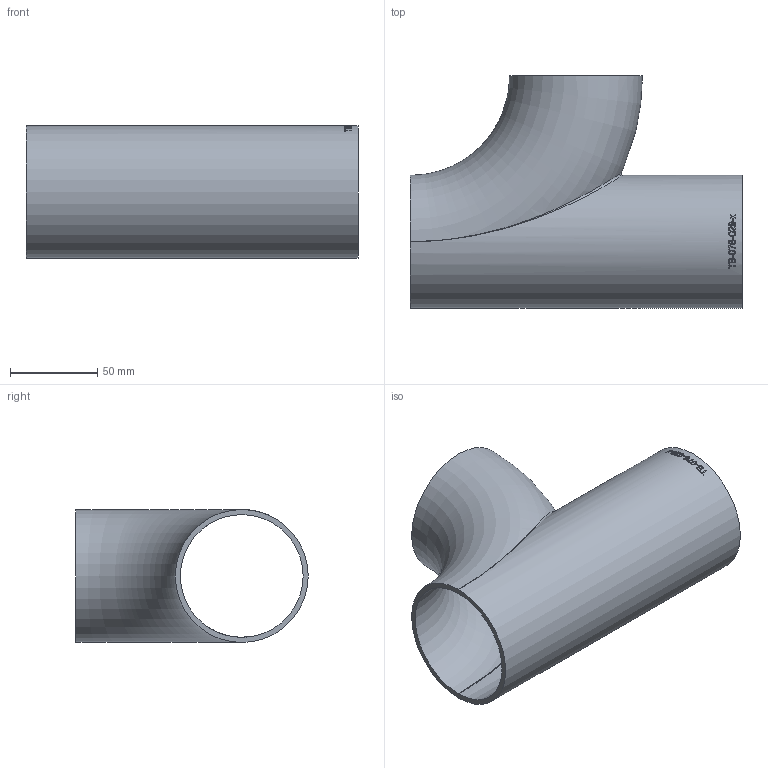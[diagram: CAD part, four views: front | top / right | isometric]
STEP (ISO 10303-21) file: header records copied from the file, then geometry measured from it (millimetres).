
FILE_DESCRIPTION (( 'STEP AP214' ), '1' );
FILE_NAME ('TB-076-029-x T-Bogen 2005.STEP', '2020-05-18T11:40:13', ( '' ), ( '' ), 'SwSTEP 2.0', 'SolidWorks 2019', '' );
FILE_SCHEMA (( 'AUTOMOTIVE_DESIGN' ));
Length unit declared in the file: millimetre
Products named in the file (1): TB-076-029-x T-Bogen 2005
Bounding box: 190 x 133.05 x 76.1 mm (x, y, z)
Volume: 160097.9 mm3; surface area: 112728 mm2
Topology: 1 solids, 1 shells, 155 faces, 406 edges, 265 vertices
Faces by surface type: bspline 88, plane 44, cylinder 21, torus 2
Full cylindrical faces by diameter (mm): 70.3 x1, 76.1 x1
Entity records: 20819 total; most frequent: CARTESIAN_POINT 16298, ORIENTED_EDGE 774, EDGE_CURVE 387, DIRECTION 314, B_SPLINE_CURVE_WITH_KNOTS 265, VERTEX_POINT 258, EDGE_LOOP 177, FACE_OUTER_BOUND 156
